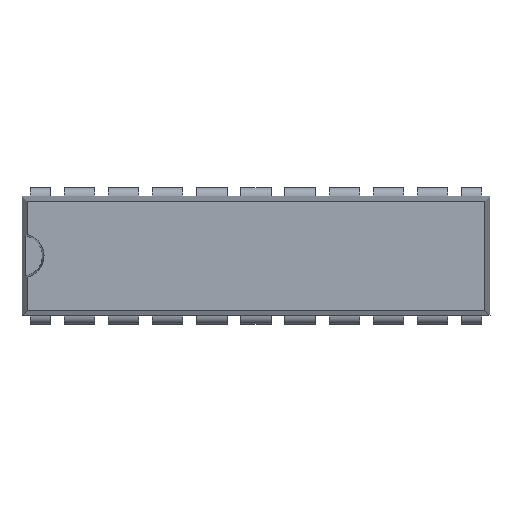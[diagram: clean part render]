
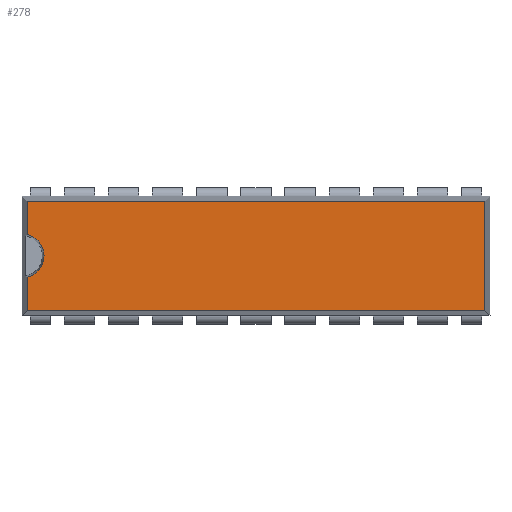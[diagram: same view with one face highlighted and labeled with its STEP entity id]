
A CAD part, top view. The second image highlights one B-rep face of the part: STEP entity #278.
In plain terms, the highlighted planar face has unit normal (0, 0, 1).
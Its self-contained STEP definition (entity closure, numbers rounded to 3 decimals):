
#278=ADVANCED_FACE('',(#4892),#4894,.T.);
#4892=FACE_BOUND('',#4893,.T.);
#4893=EDGE_LOOP('',(#8308,#8309,#8310,#8311,#8312,#8313));
#4894=PLANE('',#4895);
#4895=AXIS2_PLACEMENT_3D('',#4896,#4897,#4898);
#4896=CARTESIAN_POINT('',(0.,0.,5.33));
#4897=DIRECTION('',(0.,0.,1.));
#4898=DIRECTION('',(1.,0.,0.));
#8308=ORIENTED_EDGE('',*,*,#10592,.T.);
#8309=ORIENTED_EDGE('',*,*,#10593,.T.);
#8310=ORIENTED_EDGE('',*,*,#10594,.T.);
#8311=ORIENTED_EDGE('',*,*,#10595,.T.);
#8312=ORIENTED_EDGE('',*,*,#10596,.T.);
#8313=ORIENTED_EDGE('',*,*,#10597,.T.);
#10592=EDGE_CURVE('',#11734,#11735,#11736,.F.);
#10593=EDGE_CURVE('',#11735,#11737,#11738,.T.);
#10594=EDGE_CURVE('',#11737,#11739,#11740,.T.);
#10595=EDGE_CURVE('',#11739,#11741,#11742,.T.);
#10596=EDGE_CURVE('',#11741,#11743,#11744,.T.);
#10597=EDGE_CURVE('',#11743,#11734,#11745,.T.);
#11734=VERTEX_POINT('',#13576);
#11735=VERTEX_POINT('',#13577);
#11736=CIRCLE('',#13578,1.27);
#11737=VERTEX_POINT('',#13582);
#11738=LINE('',#13583,#13584);
#11739=VERTEX_POINT('',#13586);
#11740=LINE('',#13587,#13588);
#11741=VERTEX_POINT('',#13590);
#11742=LINE('',#13591,#13592);
#11743=VERTEX_POINT('',#13594);
#11744=LINE('',#13595,#13596);
#11745=LINE('',#13598,#13599);
#13576=CARTESIAN_POINT('',(-0.471,5.047,5.33));
#13577=CARTESIAN_POINT('',(-0.471,2.573,5.33));
#13578=AXIS2_PLACEMENT_3D('',#13579,#13580,#13581);
#13579=CARTESIAN_POINT('',(-0.76,3.81,5.33));
#13580=DIRECTION('',(0.,0.,1.));
#13581=DIRECTION('',(0.227,-0.974,0.));
#13582=CARTESIAN_POINT('',(-0.471,0.674,5.33));
#13583=CARTESIAN_POINT('',(-0.471,2.573,5.33));
#13584=VECTOR('',#13585,1.);
#13585=DIRECTION('',(0.,-1.,0.));
#13586=CARTESIAN_POINT('',(25.871,0.674,5.33));
#13587=CARTESIAN_POINT('',(-0.471,0.674,5.33));
#13588=VECTOR('',#13589,1.);
#13589=DIRECTION('',(1.,0.,0.));
#13590=CARTESIAN_POINT('',(25.871,6.946,5.33));
#13591=CARTESIAN_POINT('',(25.871,0.674,5.33));
#13592=VECTOR('',#13593,1.);
#13593=DIRECTION('',(0.,1.,0.));
#13594=CARTESIAN_POINT('',(-0.471,6.946,5.33));
#13595=CARTESIAN_POINT('',(25.871,6.946,5.33));
#13596=VECTOR('',#13597,1.);
#13597=DIRECTION('',(-1.,0.,0.));
#13598=CARTESIAN_POINT('',(-0.471,6.946,5.33));
#13599=VECTOR('',#13600,1.);
#13600=DIRECTION('',(0.,-1.,0.));
